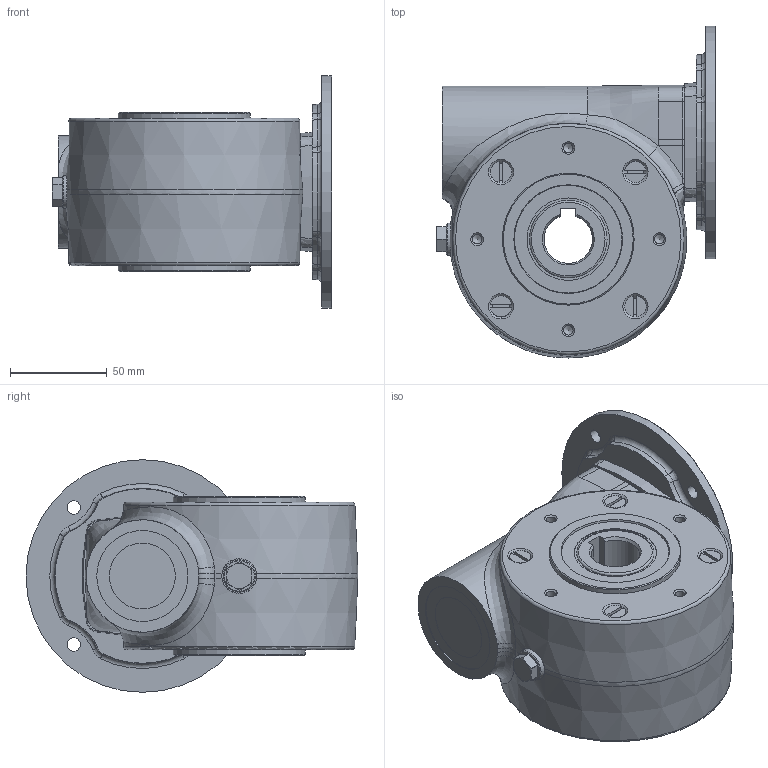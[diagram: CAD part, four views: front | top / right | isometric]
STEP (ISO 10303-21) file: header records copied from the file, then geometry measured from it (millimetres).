
FILE_DESCRIPTION(/* description */ ('Unknown'),/* implementation_level */ '2;1');
FILE_NAME(/* name */ '_P_N50_UNI_N_xx_0_MF_I_N_N_-R_B3_-D_',/* time_stamp */ '2025-09-10T11:25:32+02:00',/* author */ ('Unknown'),/* organization */ ('Unknown'),/* preprocessor_version */ 'ST-DEVELOPER v18.104',/* originating_system */ 'Solid Edge',/* authorisation */ 'Unknown');
FILE_SCHEMA (('AUTOMOTIVE_DESIGN {1 0 10303 214 3 1 1}'));
Length unit declared in the file: millimetre
Products named in the file (6): _P_N50_UNI_N_xx_0_MF_I_N_N_-R_B3_-D_; _B_N50_UNI_; I504046; VTBIM06x14; 0505093Z
Assembly tree (8 placements, depth 3):
  _P_N50_UNI_N_xx_0_MF_I_N_N_-R_B3_-D_
    _B_N50_UNI_
    I504046
      I504046
      VTBIM06x14  x4
    0505093Z
Bounding box: 144 x 171.22 x 120 mm (x, y, z)
Volume: 1106904.1 mm3; surface area: 112088 mm2
Topology: 7 solids, 7 shells, 395 faces, 955 edges, 614 vertices
Faces by surface type: plane 133, cylinder 97, cone 81, bspline 50, torus 34
Full cylindrical faces by diameter (mm): 4.917 x22, 6 x4, 6.5 x4, 7 x4, 10 x4, 12 x4, 16.662 x1, 18 x1, 19.5 x1, 30 x1, 32 x1, 34 x1, 36 x1, 40 x1, 42.5 x2, 47 x3, 51.8 x1, 55 x1, 68 x2, 80 x1, 120 x1
Entity records: 13589 total; most frequent: CARTESIAN_POINT 4728, DIRECTION 1390, ORIENTED_EDGE 1350, EDGE_CURVE 675, AXIS2_PLACEMENT_3D 622, FACE_BOUND 525, EDGE_LOOP 515, VERTEX_POINT 492
